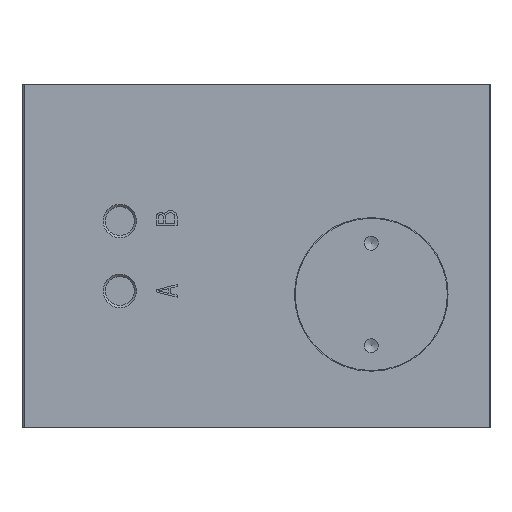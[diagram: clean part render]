
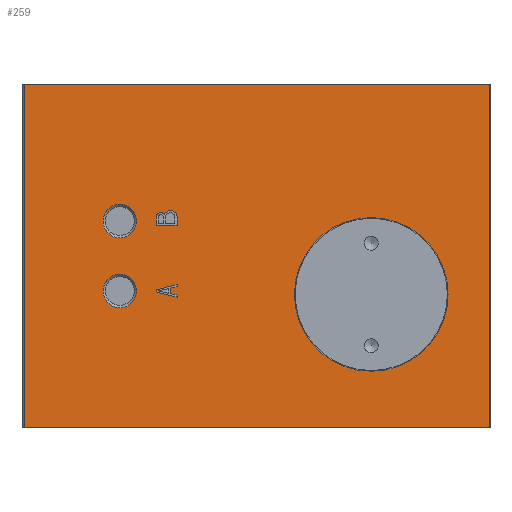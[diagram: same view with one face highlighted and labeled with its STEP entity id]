
A CAD part, left-side view. The second image highlights one B-rep face of the part: STEP entity #259.
In plain terms, the highlighted face is planar.
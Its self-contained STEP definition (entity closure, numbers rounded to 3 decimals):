
#259 = ADVANCED_FACE( '', ( #628, #629, #630, #631, #632, #633 ), #634, .F. );
#628 = FACE_BOUND( '', #1137, .T. );
#629 = FACE_OUTER_BOUND( '', #1138, .T. );
#630 = FACE_BOUND( '', #1139, .T. );
#631 = FACE_BOUND( '', #1140, .T. );
#632 = FACE_BOUND( '', #1141, .T. );
#633 = FACE_BOUND( '', #1142, .T. );
#634 = PLANE( '', #1143 );
#1137 = EDGE_LOOP( '', ( #1780, #1781, #1782, #1783, #1784, #1785, #1786, #1787 ) );
#1138 = EDGE_LOOP( '', ( #1788, #1789, #1790, #1791 ) );
#1139 = EDGE_LOOP( '', ( #1792 ) );
#1140 = EDGE_LOOP( '', ( #1793 ) );
#1141 = EDGE_LOOP( '', ( #1794 ) );
#1142 = EDGE_LOOP( '', ( #1795, #1796, #1797, #1798, #1799 ) );
#1143 = AXIS2_PLACEMENT_3D( '', #1800, #1801, #1802 );
#1780 = ORIENTED_EDGE( '', *, *, #2758, .T. );
#1781 = ORIENTED_EDGE( '', *, *, #2759, .T. );
#1782 = ORIENTED_EDGE( '', *, *, #2760, .T. );
#1783 = ORIENTED_EDGE( '', *, *, #2761, .T. );
#1784 = ORIENTED_EDGE( '', *, *, #2762, .T. );
#1785 = ORIENTED_EDGE( '', *, *, #2763, .T. );
#1786 = ORIENTED_EDGE( '', *, *, #2764, .T. );
#1787 = ORIENTED_EDGE( '', *, *, #2765, .T. );
#1788 = ORIENTED_EDGE( '', *, *, #2766, .T. );
#1789 = ORIENTED_EDGE( '', *, *, #2767, .F. );
#1790 = ORIENTED_EDGE( '', *, *, #2768, .F. );
#1791 = ORIENTED_EDGE( '', *, *, #2769, .T. );
#1792 = ORIENTED_EDGE( '', *, *, #2770, .F. );
#1793 = ORIENTED_EDGE( '', *, *, #2771, .F. );
#1794 = ORIENTED_EDGE( '', *, *, #2714, .T. );
#1795 = ORIENTED_EDGE( '', *, *, #2725, .T. );
#1796 = ORIENTED_EDGE( '', *, *, #2772, .T. );
#1797 = ORIENTED_EDGE( '', *, *, #2610, .T. );
#1798 = ORIENTED_EDGE( '', *, *, #2773, .T. );
#1799 = ORIENTED_EDGE( '', *, *, #2774, .T. );
#1800 = CARTESIAN_POINT( '', ( 24.5, 0., -71. ) );
#1801 = DIRECTION( '', ( 0., 0., 1. ) );
#1802 = DIRECTION( '', ( 1., 0., 0. ) );
#2610 = EDGE_CURVE( '', #3028, #3029, #3030, .T. );
#2714 = EDGE_CURVE( '', #3211, #3211, #3212, .T. );
#2725 = EDGE_CURVE( '', #3227, #3228, #3229, .T. );
#2758 = EDGE_CURVE( '', #3277, #3278, #3279, .T. );
#2759 = EDGE_CURVE( '', #3278, #3280, #3281, .T. );
#2760 = EDGE_CURVE( '', #3280, #3282, #3283, .T. );
#2761 = EDGE_CURVE( '', #3282, #3284, #3285, .T. );
#2762 = EDGE_CURVE( '', #3284, #3286, #3287, .T. );
#2763 = EDGE_CURVE( '', #3286, #3288, #3289, .T. );
#2764 = EDGE_CURVE( '', #3288, #3290, #3291, .T. );
#2765 = EDGE_CURVE( '', #3290, #3277, #3292, .T. );
#2766 = EDGE_CURVE( '', #3293, #3294, #3295, .T. );
#2767 = EDGE_CURVE( '', #3296, #3294, #3297, .T. );
#2768 = EDGE_CURVE( '', #3298, #3296, #3299, .T. );
#2769 = EDGE_CURVE( '', #3298, #3293, #3300, .T. );
#2770 = EDGE_CURVE( '', #3301, #3301, #3302, .F. );
#2771 = EDGE_CURVE( '', #3303, #3303, #3304, .F. );
#2772 = EDGE_CURVE( '', #3228, #3028, #3305, .T. );
#2773 = EDGE_CURVE( '', #3029, #3306, #3307, .T. );
#2774 = EDGE_CURVE( '', #3306, #3227, #3308, .T. );
#3028 = VERTEX_POINT( '', #3634 );
#3029 = VERTEX_POINT( '', #3635 );
#3030 = LINE( '', #3636, #3637 );
#3211 = VERTEX_POINT( '', #3871 );
#3212 = CIRCLE( '', #3872, 11. );
#3227 = VERTEX_POINT( '', #3893 );
#3228 = VERTEX_POINT( '', #3894 );
#3229 = CIRCLE( '', #3895, 0.652 );
#3277 = VERTEX_POINT( '', #3984 );
#3278 = VERTEX_POINT( '', #3985 );
#3279 = LINE( '', #3986, #3987 );
#3280 = VERTEX_POINT( '', #3988 );
#3281 = LINE( '', #3989, #3990 );
#3282 = VERTEX_POINT( '', #3991 );
#3283 = LINE( '', #3992, #3993 );
#3284 = VERTEX_POINT( '', #3994 );
#3285 = LINE( '', #3995, #3996 );
#3286 = VERTEX_POINT( '', #3997 );
#3287 = LINE( '', #3998, #3999 );
#3288 = VERTEX_POINT( '', #4000 );
#3289 = LINE( '', #4001, #4002 );
#3290 = VERTEX_POINT( '', #4003 );
#3291 = LINE( '', #4004, #4005 );
#3292 = LINE( '', #4006, #4007 );
#3293 = VERTEX_POINT( '', #4008 );
#3294 = VERTEX_POINT( '', #4009 );
#3295 = LINE( '', #4010, #4011 );
#3296 = VERTEX_POINT( '', #4012 );
#3297 = LINE( '', #4013, #4014 );
#3298 = VERTEX_POINT( '', #4015 );
#3299 = LINE( '', #4016, #4017 );
#3300 = LINE( '', #4018, #4019 );
#3301 = VERTEX_POINT( '', #4020 );
#3302 = CIRCLE( '', #4021, 2.4 );
#3303 = VERTEX_POINT( '', #4022 );
#3304 = CIRCLE( '', #4023, 2.4 );
#3305 = CIRCLE( '', #4024, 0.93 );
#3306 = VERTEX_POINT( '', #4025 );
#3307 = LINE( '', #4026, #4027 );
#3308 = LINE( '', #4028, #4029 );
#3634 = CARTESIAN_POINT( '', ( -5.6, 44.8, -71. ) );
#3635 = CARTESIAN_POINT( '', ( -4.4, 44.8, -71. ) );
#3636 = CARTESIAN_POINT( '', ( -5.6, 44.8, -71. ) );
#3637 = VECTOR( '', #4488, 1000. );
#3871 = CARTESIAN_POINT( '', ( 16.5, 17., -71. ) );
#3872 = AXIS2_PLACEMENT_3D( '', #4626, #4627, #4628 );
#3893 = CARTESIAN_POINT( '', ( -5.6, 47.8, -71. ) );
#3894 = CARTESIAN_POINT( '', ( -5.9, 46.6, -71. ) );
#3895 = AXIS2_PLACEMENT_3D( '', #4635, #4636, #4637 );
#3984 = CARTESIAN_POINT( '', ( 4.85, 47.8, -71. ) );
#3985 = CARTESIAN_POINT( '', ( 4.1, 44.8, -71. ) );
#3986 = CARTESIAN_POINT( '', ( 4.85, 47.8, -71. ) );
#3987 = VECTOR( '', #4674, 1000. );
#3988 = CARTESIAN_POINT( '', ( 4.4, 44.8, -71. ) );
#3989 = CARTESIAN_POINT( '', ( 4.1, 44.8, -71. ) );
#3990 = VECTOR( '', #4675, 1000. );
#3991 = CARTESIAN_POINT( '', ( 4.6, 45.7, -71. ) );
#3992 = CARTESIAN_POINT( '', ( 4.4, 44.8, -71. ) );
#3993 = VECTOR( '', #4676, 1000. );
#3994 = CARTESIAN_POINT( '', ( 5.4, 45.7, -71. ) );
#3995 = CARTESIAN_POINT( '', ( 4.6, 45.7, -71. ) );
#3996 = VECTOR( '', #4677, 1000. );
#3997 = CARTESIAN_POINT( '', ( 5.6, 44.8, -71. ) );
#3998 = CARTESIAN_POINT( '', ( 5.4, 45.7, -71. ) );
#3999 = VECTOR( '', #4678, 1000. );
#4000 = CARTESIAN_POINT( '', ( 5.9, 44.8, -71. ) );
#4001 = CARTESIAN_POINT( '', ( 5.6, 44.8, -71. ) );
#4002 = VECTOR( '', #4679, 1000. );
#4003 = CARTESIAN_POINT( '', ( 5.15, 47.8, -71. ) );
#4004 = CARTESIAN_POINT( '', ( 5.9, 44.8, -71. ) );
#4005 = VECTOR( '', #4680, 1000. );
#4006 = CARTESIAN_POINT( '', ( 5.15, 47.8, -71. ) );
#4007 = VECTOR( '', #4681, 1000. );
#4008 = CARTESIAN_POINT( '', ( -24.5, 0., -71. ) );
#4009 = CARTESIAN_POINT( '', ( -24.5, 66.6, -71. ) );
#4010 = CARTESIAN_POINT( '', ( -24.5, 0., -71. ) );
#4011 = VECTOR( '', #4682, 1000. );
#4012 = CARTESIAN_POINT( '', ( 24.5, 66.6, -71. ) );
#4013 = CARTESIAN_POINT( '', ( 24.5, 66.6, -71. ) );
#4014 = VECTOR( '', #4683, 1000. );
#4015 = CARTESIAN_POINT( '', ( 24.5, 0., -71. ) );
#4016 = CARTESIAN_POINT( '', ( 24.5, 0., -71. ) );
#4017 = VECTOR( '', #4684, 1000. );
#4018 = CARTESIAN_POINT( '', ( 24.5, 0., -71. ) );
#4019 = VECTOR( '', #4685, 1000. );
#4020 = CARTESIAN_POINT( '', ( 7.4, 53., -71. ) );
#4021 = AXIS2_PLACEMENT_3D( '', #4686, #4687, #4688 );
#4022 = CARTESIAN_POINT( '', ( -2.6, 53., -71. ) );
#4023 = AXIS2_PLACEMENT_3D( '', #4689, #4690, #4691 );
#4024 = AXIS2_PLACEMENT_3D( '', #4692, #4693, #4694 );
#4025 = CARTESIAN_POINT( '', ( -4.4, 47.8, -71. ) );
#4026 = CARTESIAN_POINT( '', ( -4.4, 44.8, -71. ) );
#4027 = VECTOR( '', #4695, 1000. );
#4028 = CARTESIAN_POINT( '', ( -4.4, 47.8, -71. ) );
#4029 = VECTOR( '', #4696, 1000. );
#4488 = DIRECTION( '', ( 1., 0., 0. ) );
#4626 = CARTESIAN_POINT( '', ( 5.5, 17., -71. ) );
#4627 = DIRECTION( '', ( 0., 0., 1. ) );
#4628 = DIRECTION( '', ( 1., 0., 0. ) );
#4635 = CARTESIAN_POINT( '', ( -5.55, 47.15, -71. ) );
#4636 = DIRECTION( '', ( 0., 0., 1. ) );
#4637 = DIRECTION( '', ( 1., 0., 0. ) );
#4674 = DIRECTION( '', ( -0.243, -0.97, 0. ) );
#4675 = DIRECTION( '', ( 1., 0., 0. ) );
#4676 = DIRECTION( '', ( 0.217, 0.976, 0. ) );
#4677 = DIRECTION( '', ( 1., 0., 0. ) );
#4678 = DIRECTION( '', ( 0.217, -0.976, 0. ) );
#4679 = DIRECTION( '', ( 1., 0., 0. ) );
#4680 = DIRECTION( '', ( -0.243, 0.97, 0. ) );
#4681 = DIRECTION( '', ( -1., 0., 0. ) );
#4682 = DIRECTION( '', ( 0., 1., 0. ) );
#4683 = DIRECTION( '', ( -1., 0., 0. ) );
#4684 = DIRECTION( '', ( 0., 1., 0. ) );
#4685 = DIRECTION( '', ( -1., 0., 0. ) );
#4686 = CARTESIAN_POINT( '', ( 5., 53., -71. ) );
#4687 = DIRECTION( '', ( 0., 0., 1. ) );
#4688 = DIRECTION( '', ( 1., 0., 0. ) );
#4689 = CARTESIAN_POINT( '', ( -5., 53., -71. ) );
#4690 = DIRECTION( '', ( 0., 0., 1. ) );
#4691 = DIRECTION( '', ( 1., 0., 0. ) );
#4692 = CARTESIAN_POINT( '', ( -5.57, 45.73, -71. ) );
#4693 = DIRECTION( '', ( 0., 0., 1. ) );
#4694 = DIRECTION( '', ( 1., 0., 0. ) );
#4695 = DIRECTION( '', ( 0., 1., 0. ) );
#4696 = DIRECTION( '', ( -1., 0., 0. ) );
